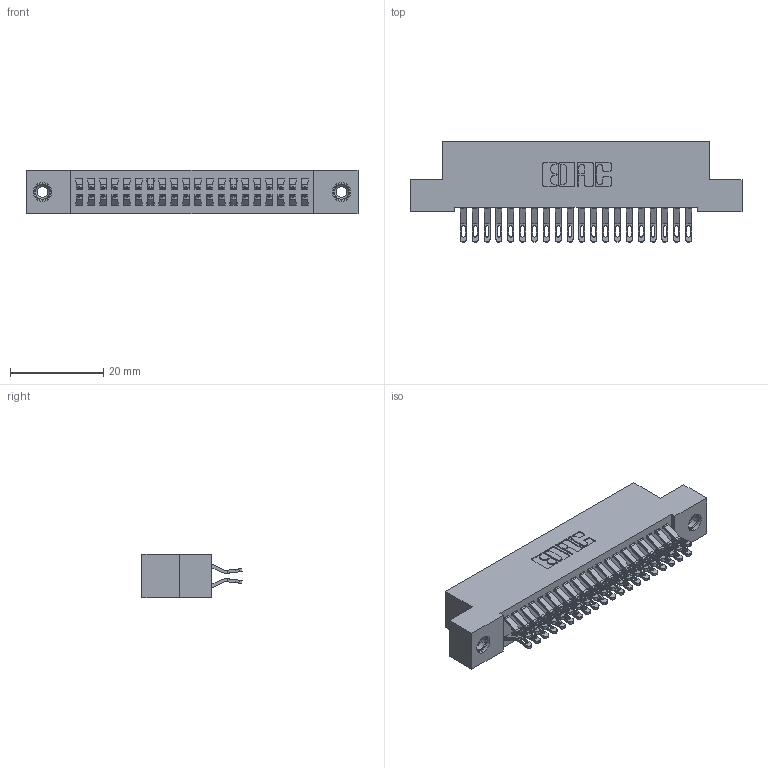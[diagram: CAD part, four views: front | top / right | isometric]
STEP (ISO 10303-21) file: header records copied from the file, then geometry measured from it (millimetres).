
FILE_DESCRIPTION (( 'STEP AP203' ), '1' );
FILE_NAME ('342-040-555-208.STEP', '2019-10-02T16:59:24', ( '' ), ( '' ), 'SwSTEP 2.0', 'SolidWorks 2016', '' );
FILE_SCHEMA (( 'CONFIG_CONTROL_DESIGN' ));
Length unit declared in the file: inch
Products named in the file (4): 345-250-001_345-250-003-102; 342-040-555-208; 342 Part_TI; 345-292-001_555 Tail
Assembly tree (43 placements, depth 2):
  342-040-555-208
    342 Part_TI
    345-292-001_555 Tail  x40
    345-250-001_345-250-003-102  x2
Bounding box: 71.12 x 21.47 x 9.4 mm (x, y, z)
Volume: 6391.5 mm3; surface area: 10258.9 mm2
Topology: 43 solids, 43 shells, 2490 faces, 7755 edges, 5162 vertices
Faces by surface type: plane 1458, cylinder 1016, cone 12, torus 4
Entity records: 17092 total; most frequent: CARTESIAN_POINT 2875, ORIENTED_EDGE 2774, DIRECTION 2497, EDGE_CURVE 1387, VECTOR 1219, LINE 1219, VERTEX_POINT 920, AXIS2_PLACEMENT_3D 639
